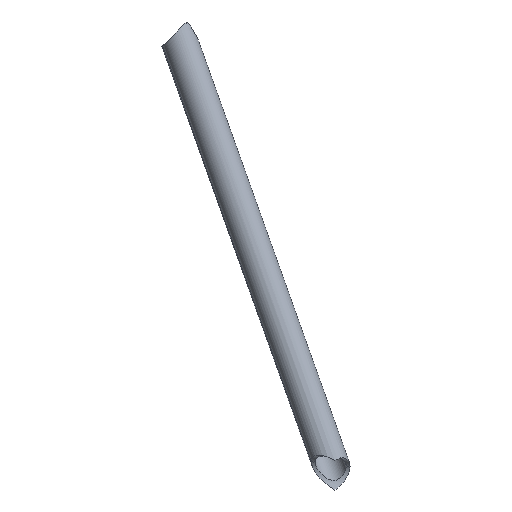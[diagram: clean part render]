
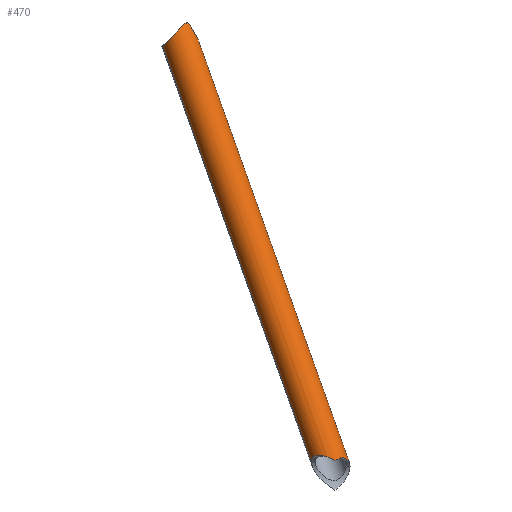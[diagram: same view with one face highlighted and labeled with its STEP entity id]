
A CAD part, isometric view. The second image highlights one B-rep face of the part: STEP entity #470.
In plain terms, the highlighted cylindrical face has radius 7.5 mm (diameter 15 mm), a partial arc.
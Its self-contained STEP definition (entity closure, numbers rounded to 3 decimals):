
#110=CARTESIAN_POINT('Vertex',(-1747.428,0.395,251.978)) ;
#160=CARTESIAN_POINT('Control Point',(-1756.423,0.401,259.469)) ;
#161=CARTESIAN_POINT('Control Point',(-1756.254,0.401,259.469)) ;
#162=CARTESIAN_POINT('Control Point',(-1756.086,0.401,259.467)) ;
#163=CARTESIAN_POINT('Control Point',(-1755.952,0.401,259.461)) ;
#164=CARTESIAN_POINT('Control Point',(-1755.719,0.401,259.45)) ;
#165=CARTESIAN_POINT('Control Point',(-1755.486,0.401,259.432)) ;
#166=CARTESIAN_POINT('Control Point',(-1755.352,0.4,259.421)) ;
#167=CARTESIAN_POINT('Control Point',(-1754.904,0.4,259.372)) ;
#168=CARTESIAN_POINT('Control Point',(-1754.46,0.4,259.3)) ;
#169=CARTESIAN_POINT('Control Point',(-1754.183,0.4,259.245)) ;
#170=CARTESIAN_POINT('Control Point',(-1752.913,0.399,258.949)) ;
#171=CARTESIAN_POINT('Control Point',(-1751.696,0.398,258.453)) ;
#172=CARTESIAN_POINT('Control Point',(-1750.795,0.397,257.939)) ;
#173=CARTESIAN_POINT('Control Point',(-1749.174,0.396,256.669)) ;
#174=CARTESIAN_POINT('Control Point',(-1748.039,0.396,254.952)) ;
#175=CARTESIAN_POINT('Control Point',(-1747.631,0.395,253.999)) ;
#176=CARTESIAN_POINT('Control Point',(-1747.428,0.395,252.988)) ;
#177=CARTESIAN_POINT('Control Point',(-1747.428,0.395,251.978)) ;
#178=CARTESIAN_POINT('Vertex',(-1756.423,0.401,259.469)) ;
#182=CARTESIAN_POINT('Control Point',(-1756.423,0.401,259.469)) ;
#183=CARTESIAN_POINT('Control Point',(-1756.423,0.655,259.469)) ;
#184=CARTESIAN_POINT('Control Point',(-1756.422,0.91,259.466)) ;
#185=CARTESIAN_POINT('Control Point',(-1756.422,1.115,259.46)) ;
#186=CARTESIAN_POINT('Control Point',(-1756.422,1.475,259.447)) ;
#187=CARTESIAN_POINT('Control Point',(-1756.422,1.835,259.428)) ;
#188=CARTESIAN_POINT('Control Point',(-1756.422,2.04,259.417)) ;
#189=CARTESIAN_POINT('Control Point',(-1756.421,2.722,259.366)) ;
#190=CARTESIAN_POINT('Control Point',(-1756.42,3.402,259.292)) ;
#191=CARTESIAN_POINT('Control Point',(-1756.42,3.828,259.236)) ;
#192=CARTESIAN_POINT('Control Point',(-1756.418,5.218,259.019)) ;
#193=CARTESIAN_POINT('Control Point',(-1756.416,6.589,258.694)) ;
#194=CARTESIAN_POINT('Control Point',(-1756.414,7.523,258.413)) ;
#195=CARTESIAN_POINT('Control Point',(-1756.411,9.364,257.724)) ;
#196=CARTESIAN_POINT('Control Point',(-1756.406,11.065,256.739)) ;
#197=CARTESIAN_POINT('Control Point',(-1756.404,11.874,256.156)) ;
#198=CARTESIAN_POINT('Control Point',(-1756.399,13.024,255.063)) ;
#199=CARTESIAN_POINT('Control Point',(-1756.394,13.767,253.685)) ;
#200=CARTESIAN_POINT('Control Point',(-1756.392,13.97,253.137)) ;
#201=CARTESIAN_POINT('Control Point',(-1756.39,14.073,252.564)) ;
#202=CARTESIAN_POINT('Control Point',(-1756.388,14.076,251.99)) ;
#203=CARTESIAN_POINT('Vertex',(-1756.388,14.076,251.99)) ;
#279=CARTESIAN_POINT('Vertex',(-1576.45,266.234,258.601)) ;
#286=CARTESIAN_POINT('Vertex',(-1579.159,265.217,259.543)) ;
#290=CARTESIAN_POINT('Control Point',(-1576.45,266.234,258.601)) ;
#291=CARTESIAN_POINT('Control Point',(-1577.322,265.906,259.006)) ;
#292=CARTESIAN_POINT('Control Point',(-1578.231,265.56,259.313)) ;
#293=CARTESIAN_POINT('Control Point',(-1579.159,265.217,259.543)) ;
#382=CARTESIAN_POINT('Vertex',(-1589.886,267.564,252.56)) ;
#386=CARTESIAN_POINT('Control Point',(-1589.886,267.564,252.56)) ;
#387=CARTESIAN_POINT('Control Point',(-1590.132,267.19,252.953)) ;
#388=CARTESIAN_POINT('Control Point',(-1590.351,266.809,253.357)) ;
#389=CARTESIAN_POINT('Control Point',(-1590.539,266.424,253.773)) ;
#390=CARTESIAN_POINT('Control Point',(-1590.789,265.775,254.492)) ;
#391=CARTESIAN_POINT('Control Point',(-1590.896,265.134,255.251)) ;
#392=CARTESIAN_POINT('Control Point',(-1590.911,264.879,255.564)) ;
#393=CARTESIAN_POINT('Control Point',(-1590.877,264.404,256.172)) ;
#394=CARTESIAN_POINT('Control Point',(-1590.697,263.972,256.787)) ;
#395=CARTESIAN_POINT('Control Point',(-1590.574,263.779,257.08)) ;
#396=CARTESIAN_POINT('Control Point',(-1590.124,263.311,257.858)) ;
#397=CARTESIAN_POINT('Control Point',(-1589.397,263.027,258.529)) ;
#398=CARTESIAN_POINT('Control Point',(-1588.849,262.941,258.877)) ;
#399=CARTESIAN_POINT('Control Point',(-1587.292,262.883,259.627)) ;
#400=CARTESIAN_POINT('Control Point',(-1585.598,263.184,259.964)) ;
#401=CARTESIAN_POINT('Control Point',(-1584.553,263.437,260.07)) ;
#402=CARTESIAN_POINT('Control Point',(-1582.826,263.932,260.106)) ;
#403=CARTESIAN_POINT('Control Point',(-1581.134,264.503,259.933)) ;
#404=CARTESIAN_POINT('Control Point',(-1580.468,264.738,259.834)) ;
#405=CARTESIAN_POINT('Control Point',(-1579.809,264.977,259.705)) ;
#406=CARTESIAN_POINT('Control Point',(-1579.159,265.217,259.543)) ;
#418=CARTESIAN_POINT('Axis2P3D Location',(-1664.175,140.804,252.284)) ;
#423=CARTESIAN_POINT('Line Origine',(-1670.443,144.921,252.284)) ;
#428=CARTESIAN_POINT('Line Origine',(-1657.906,136.686,252.284)) ;
#432=CARTESIAN_POINT('Vertex',(-1579.452,256.127,252.553)) ;
#436=CARTESIAN_POINT('Control Point',(-1579.452,256.127,252.553)) ;
#437=CARTESIAN_POINT('Control Point',(-1579.452,256.127,252.569)) ;
#438=CARTESIAN_POINT('Control Point',(-1579.452,256.127,252.584)) ;
#439=CARTESIAN_POINT('Control Point',(-1579.452,256.127,252.6)) ;
#440=CARTESIAN_POINT('Vertex',(-1579.452,256.127,252.6)) ;
#444=CARTESIAN_POINT('Control Point',(-1579.452,256.127,252.6)) ;
#445=CARTESIAN_POINT('Control Point',(-1579.452,256.129,252.811)) ;
#446=CARTESIAN_POINT('Control Point',(-1579.445,256.156,253.021)) ;
#447=CARTESIAN_POINT('Control Point',(-1579.43,256.208,253.227)) ;
#448=CARTESIAN_POINT('Control Point',(-1579.38,256.381,253.702)) ;
#449=CARTESIAN_POINT('Control Point',(-1579.301,256.65,254.129)) ;
#450=CARTESIAN_POINT('Control Point',(-1579.248,256.831,254.361)) ;
#451=CARTESIAN_POINT('Control Point',(-1579.05,257.499,255.099)) ;
#452=CARTESIAN_POINT('Control Point',(-1578.81,258.31,255.679)) ;
#453=CARTESIAN_POINT('Control Point',(-1578.636,258.896,256.034)) ;
#454=CARTESIAN_POINT('Control Point',(-1578.111,260.661,256.959)) ;
#455=CARTESIAN_POINT('Control Point',(-1577.554,262.533,257.63)) ;
#456=CARTESIAN_POINT('Control Point',(-1577.196,263.734,257.997)) ;
#457=CARTESIAN_POINT('Control Point',(-1576.825,264.978,258.321)) ;
#458=CARTESIAN_POINT('Control Point',(-1576.45,266.234,258.601)) ;
#419=DIRECTION('Axis2P3D Direction',(-0.549,-0.836,-0.002)) ;
#420=DIRECTION('Axis2P3D XDirection',(0.836,-0.549,0.)) ;
#424=DIRECTION('Vector Direction',(-0.549,-0.836,-0.002)) ;
#429=DIRECTION('Vector Direction',(-0.549,-0.836,-0.002)) ;
#421=AXIS2_PLACEMENT_3D('Cylinder Axis2P3D',#418,#419,#420) ;
#461=ORIENTED_EDGE('',*,*,#294,.T.) ;
#462=ORIENTED_EDGE('',*,*,#407,.F.) ;
#463=ORIENTED_EDGE('',*,*,#427,.T.) ;
#464=ORIENTED_EDGE('',*,*,#205,.F.) ;
#465=ORIENTED_EDGE('',*,*,#180,.T.) ;
#466=ORIENTED_EDGE('',*,*,#434,.F.) ;
#467=ORIENTED_EDGE('',*,*,#442,.T.) ;
#468=ORIENTED_EDGE('',*,*,#459,.T.) ;
#425=VECTOR('Line Direction',#424,1.) ;
#430=VECTOR('Line Direction',#429,1.) ;
#470=ADVANCED_FACE('Corps principal',(#469),#422,.T.) ;
#159=B_SPLINE_CURVE_WITH_KNOTS('',5,(#160,#161,#162,#163,#164,#165,#166,#167,#168,#169,#170,#171,#172,#173,#174,#175,#176,#177),.UNSPECIFIED.,.F.,.U.,(6,3,3,3,3,6),(0.,1.191,2.381,4.374,11.599,18.743),.UNSPECIFIED.) ;
#181=B_SPLINE_CURVE_WITH_KNOTS('',5,(#182,#183,#184,#185,#186,#187,#188,#189,#190,#191,#192,#193,#194,#195,#196,#197,#198,#199,#200,#201,#202),.UNSPECIFIED.,.F.,.U.,(6,3,3,3,3,3,6),(0.,1.798,3.596,6.634,13.541,20.485,24.54),.UNSPECIFIED.) ;
#289=B_SPLINE_CURVE_WITH_KNOTS('',3,(#290,#291,#292,#293),.UNSPECIFIED.,.F.,.U.,(4,4),(7.074,11.382),.UNSPECIFIED.) ;
#385=B_SPLINE_CURVE_WITH_KNOTS('',5,(#386,#387,#388,#389,#390,#391,#392,#393,#394,#395,#396,#397,#398,#399,#400,#401,#402,#403,#404,#405,#406),.UNSPECIFIED.,.F.,.U.,(6,3,3,3,3,3,6),(0.,4.214,7.05,9.653,14.159,21.793,26.829),.UNSPECIFIED.) ;
#435=B_SPLINE_CURVE_WITH_KNOTS('',3,(#436,#437,#438,#439),.UNSPECIFIED.,.F.,.U.,(4,4),(0.,0.067),.UNSPECIFIED.) ;
#443=B_SPLINE_CURVE_WITH_KNOTS('',5,(#444,#445,#446,#447,#448,#449,#450,#451,#452,#453,#454,#455,#456,#457,#458),.UNSPECIFIED.,.F.,.U.,(6,3,3,3,6),(0.,1.49,3.581,8.656,18.133),.UNSPECIFIED.) ;
#422=CYLINDRICAL_SURFACE('generated cylinder',#421,7.5) ;
#180=EDGE_CURVE('',#179,#111,#159,.T.) ;
#205=EDGE_CURVE('',#179,#204,#181,.T.) ;
#294=EDGE_CURVE('',#280,#287,#289,.T.) ;
#407=EDGE_CURVE('',#383,#287,#385,.T.) ;
#427=EDGE_CURVE('',#383,#204,#426,.T.) ;
#434=EDGE_CURVE('',#433,#111,#431,.T.) ;
#442=EDGE_CURVE('',#433,#441,#435,.T.) ;
#459=EDGE_CURVE('',#441,#280,#443,.T.) ;
#460=EDGE_LOOP('',(#461,#462,#463,#464,#465,#466,#467,#468)) ;
#469=FACE_OUTER_BOUND('',#460,.T.) ;
#426=LINE('Line',#423,#425) ;
#431=LINE('Line',#428,#430) ;
#111=VERTEX_POINT('',#110) ;
#179=VERTEX_POINT('',#178) ;
#204=VERTEX_POINT('',#203) ;
#280=VERTEX_POINT('',#279) ;
#287=VERTEX_POINT('',#286) ;
#383=VERTEX_POINT('',#382) ;
#433=VERTEX_POINT('',#432) ;
#441=VERTEX_POINT('',#440) ;
